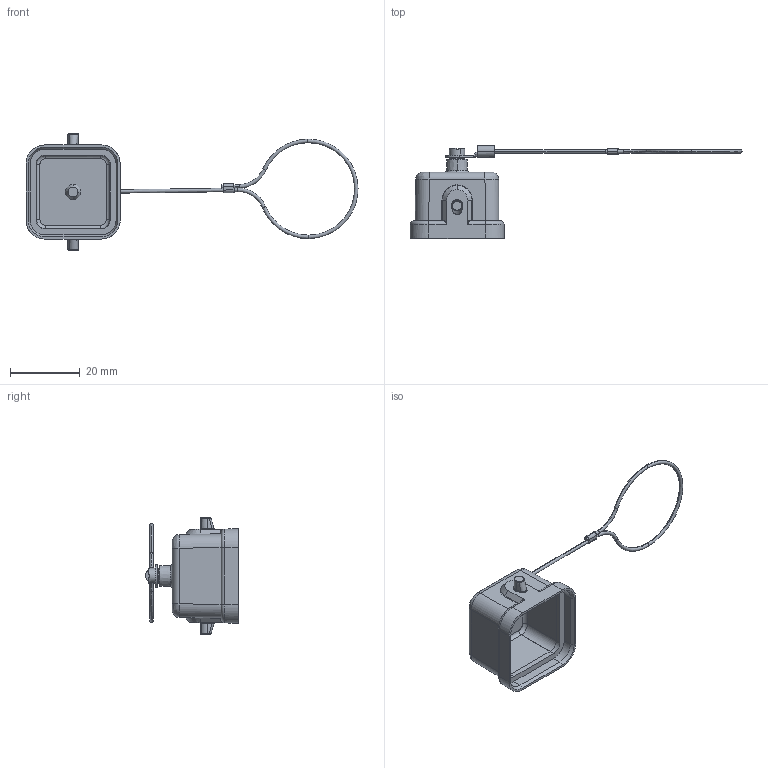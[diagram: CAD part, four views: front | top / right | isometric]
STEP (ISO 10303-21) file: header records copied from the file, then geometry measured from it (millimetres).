
FILE_DESCRIPTION(/* description */ (''),/* implementation_level */ '2;1');
FILE_NAME(/* name */ 'H3A-MCV-2B-1M.stp',/* time_stamp */ '2022-10-20T18:04:36+08:00',/* author */ (''),/* organization */ (''),/* preprocessor_version */ 'ST-DEVELOPER v16',/* originating_system */ 'SIEMENS PLM Software NX 10.0',/* authorisation */ '');
FILE_SCHEMA (('AP203_CONFIGURATION_CONTROLLED_3D_DESIGN_OF_MECHANICAL_PARTS_AND_ASSEMBLIES_MIM_LF { 1 0 10303 403 2 1 2}'));
Length unit declared in the file: millimetre
Products named in the file (1): Admi62B47F301ppb
Bounding box: 95.2 x 26.65 x 33.5 mm (x, y, z)
Volume: 3506.5 mm3; surface area: 5191.7 mm2
Topology: 1 solids, 1 shells, 221 faces, 528 edges, 321 vertices
Faces by surface type: bspline 67, plane 66, cylinder 57, torus 18, cone 11, sphere 2
Entity records: 8922 total; most frequent: CARTESIAN_POINT 4288, ORIENTED_EDGE 1052, DIRECTION 789, EDGE_CURVE 526, VERTEX_POINT 321, AXIS2_PLACEMENT_3D 294, EDGE_LOOP 237, ADVANCED_FACE 221
